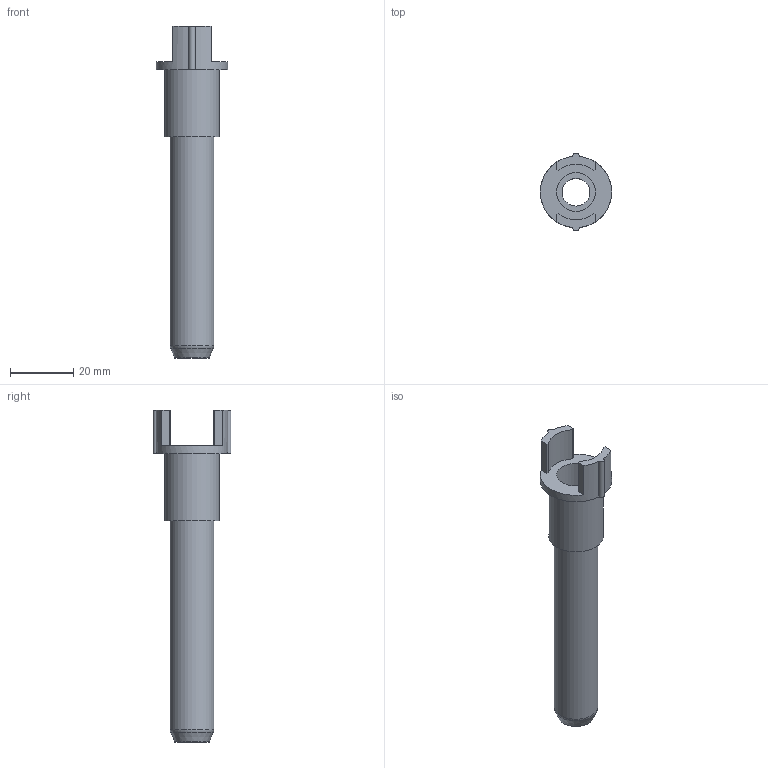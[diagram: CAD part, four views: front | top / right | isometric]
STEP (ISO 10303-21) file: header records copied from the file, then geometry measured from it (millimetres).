
FILE_DESCRIPTION(/* description */ ('STEP AP242','CAx-IF Rec.Pracs.---Representation and Presentation of Product Manufacturing Information (PMI)---4.0---2014-10-13','CAx-IF Rec.Pracs.---3D Tessellated Geometry---0.4---2014-09-14','2;1'),/* implementation_level */ '2;1');
FILE_NAME(/* name */ '63ef65606a6e6b34e6e9ada9',/* time_stamp */ '2023-02-17T11:30:41+00:00',/* author */ (''),/* organization */ (''),/* preprocessor_version */ 'ST-DEVELOPER v18.102',/* originating_system */ ' ',/* authorisation */ ' ');
FILE_SCHEMA (('AP242_MANAGED_MODEL_BASED_3D_ENGINEERING_MIM_LF { 1 0 10303 442 1 1 4 }'));
Length unit declared in the file: metre
Products named in the file (1): Part 1
Bounding box: 22.5 x 24.49 x 104.65 mm (x, y, z)
Volume: 10150.3 mm3; surface area: 8504.3 mm2
Topology: 1 solids, 1 shells, 28 faces, 66 edges, 43 vertices
Faces by surface type: plane 15, cylinder 10, cone 2, torus 1
Full cylindrical faces by diameter (mm): 8.8 x1, 12.3 x1, 13.8 x1, 17.3 x1
Entity records: 804 total; most frequent: DIRECTION 144, CARTESIAN_POINT 131, ORIENTED_EDGE 118, EDGE_CURVE 59, AXIS2_PLACEMENT_3D 56, VERTEX_POINT 43, EDGE_LOOP 40, FACE_BOUND 40
